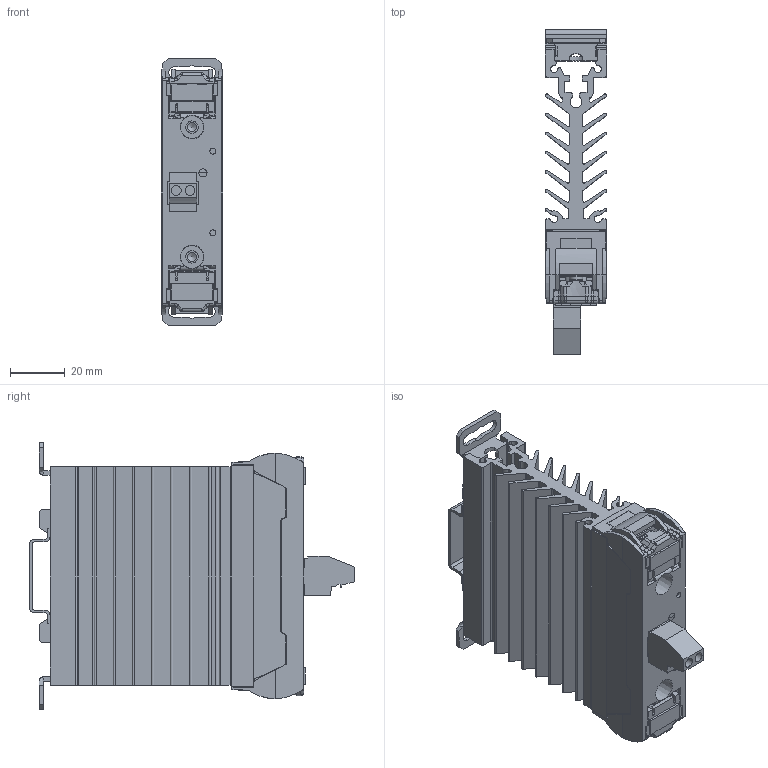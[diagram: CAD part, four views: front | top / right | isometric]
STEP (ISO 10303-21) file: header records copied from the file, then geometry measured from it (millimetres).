
FILE_DESCRIPTION(/* description */ (''),/* implementation_level */ '2;1');
FILE_NAME(/* name */ 'SUL Crouzet.stp',/* time_stamp */ '2020-07-01T10:42:25+02:00',/* author */ ('ysicot'),/* organization */ (''),/* preprocessor_version */ 'ST-DEVELOPER v17',/* originating_system */ 'Autodesk Inventor 2018',/* authorisation */ '');
FILE_SCHEMA (('CONFIG_CONTROL_DESIGN'));
Products named in the file (4): SU and connectors CROUZET; SU CROUZET; BLZ 5.08/2/90 SN SW 1552710000 ; WF311100
Assembly tree (3 placements, depth 2):
  SU and connectors CROUZET
    SU CROUZET
    BLZ 5.08/2/90 SN SW 1552710000 
    WF311100
Bounding box: 22.5 x 119.11 x 98.02 mm (x, y, z)
Volume: 100432.1 mm3; surface area: 71349.3 mm2
Topology: 5 solids, 5 shells, 1727 faces, 4989 edges, 3210 vertices
Faces by surface type: plane 1223, cylinder 354, cone 76, bspline 58, torus 10, sphere 6
Full cylindrical faces by diameter (mm): 2.2 x2, 3.242 x2, 3.6 x2, 3.9 x2, 4.5 x2, 4.567 x2, 4.6 x2, 5 x2, 5.5 x2, 8.3 x2, 8.734 x4
Entity records: 63819 total; most frequent: CARTESIAN_POINT 16518, ORIENTED_EDGE 9966, DIRECTION 9057, EDGE_CURVE 4983, LINE 3753, VECTOR 3753, VERTEX_POINT 3210, AXIS2_PLACEMENT_3D 2652
